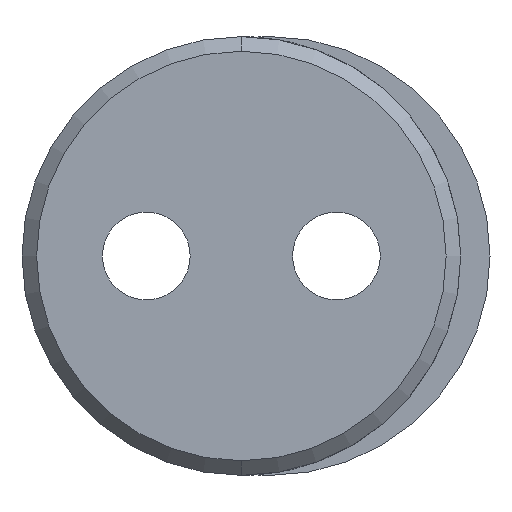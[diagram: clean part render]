
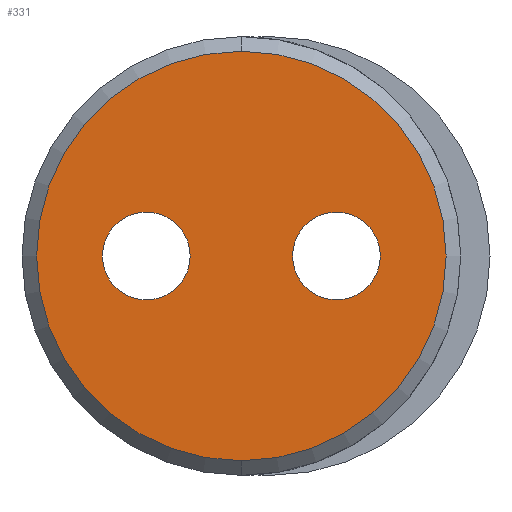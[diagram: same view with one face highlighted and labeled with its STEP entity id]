
A CAD part, front view. The second image highlights one B-rep face of the part: STEP entity #331.
In plain terms, the highlighted planar face has unit normal (0, -1, 0).
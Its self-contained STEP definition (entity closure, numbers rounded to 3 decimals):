
#1 = ORIENTED_EDGE ( 'NONE', *, *, #100, .F. ) ;
#7 = CARTESIAN_POINT ( 'NONE',  ( 3.25, 0., -1.5 ) ) ;
#8 = VERTEX_POINT ( 'NONE', #57 ) ;
#9 = CARTESIAN_POINT ( 'NONE',  ( 0., 0., 0. ) ) ;
#39 = VERTEX_POINT ( 'NONE', #287 ) ;
#43 = CARTESIAN_POINT ( 'NONE',  ( -3.25, 0., 1.5 ) ) ;
#47 = DIRECTION ( 'NONE',  ( 0., -1., 0. ) ) ;
#48 = EDGE_CURVE ( 'NONE', #8, #39, #341, .T. ) ;
#51 = AXIS2_PLACEMENT_3D ( 'NONE', #416, #374, #113 ) ;
#57 = CARTESIAN_POINT ( 'NONE',  ( 0., 0., 7. ) ) ;
#66 = FACE_BOUND ( 'NONE', #248, .T. ) ;
#80 = AXIS2_PLACEMENT_3D ( 'NONE', #210, #137, #277 ) ;
#88 = ORIENTED_EDGE ( 'NONE', *, *, #132, .F. ) ;
#100 = EDGE_CURVE ( 'NONE', #143, #270, #487, .T. ) ;
#109 = VERTEX_POINT ( 'NONE', #43 ) ;
#110 = CIRCLE ( 'NONE', #201, 1.5 ) ;
#113 = DIRECTION ( 'NONE',  ( 0., 0., -1. ) ) ;
#131 = AXIS2_PLACEMENT_3D ( 'NONE', #9, #47, #157 ) ;
#132 = EDGE_CURVE ( 'NONE', #270, #143, #110, .T. ) ;
#134 = AXIS2_PLACEMENT_3D ( 'NONE', #327, #276, #170 ) ;
#137 = DIRECTION ( 'NONE',  ( 0., -1., 0. ) ) ;
#143 = VERTEX_POINT ( 'NONE', #7 ) ;
#157 = DIRECTION ( 'NONE',  ( 0., 0., 1. ) ) ;
#163 = CARTESIAN_POINT ( 'NONE',  ( -3.25, 0., -1.5 ) ) ;
#170 = DIRECTION ( 'NONE',  ( 0., 0., 1. ) ) ;
#171 = DIRECTION ( 'NONE',  ( 0., 1., 0. ) ) ;
#179 = ORIENTED_EDGE ( 'NONE', *, *, #257, .T. ) ;
#198 = CARTESIAN_POINT ( 'NONE',  ( 3.25, 0., 1.5 ) ) ;
#201 = AXIS2_PLACEMENT_3D ( 'NONE', #495, #460, #289 ) ;
#203 = DIRECTION ( 'NONE',  ( 0., 0., -1. ) ) ;
#210 = CARTESIAN_POINT ( 'NONE',  ( -3.25, 0., 0. ) ) ;
#214 = DIRECTION ( 'NONE',  ( 0., 0., 1. ) ) ;
#219 = EDGE_CURVE ( 'NONE', #109, #253, #426, .T. ) ;
#248 = EDGE_LOOP ( 'NONE', ( #286, #306 ) ) ;
#249 = AXIS2_PLACEMENT_3D ( 'NONE', #360, #171, #214 ) ;
#253 = VERTEX_POINT ( 'NONE', #163 ) ;
#257 = EDGE_CURVE ( 'NONE', #39, #8, #313, .T. ) ;
#262 = EDGE_LOOP ( 'NONE', ( #1, #88 ) ) ;
#269 = DIRECTION ( 'NONE',  ( 0., -1., 0. ) ) ;
#270 = VERTEX_POINT ( 'NONE', #198 ) ;
#276 = DIRECTION ( 'NONE',  ( 0., -1., 0. ) ) ;
#277 = DIRECTION ( 'NONE',  ( 0., 0., -1. ) ) ;
#286 = ORIENTED_EDGE ( 'NONE', *, *, #371, .F. ) ;
#287 = CARTESIAN_POINT ( 'NONE',  ( 0., 0., -7. ) ) ;
#289 = DIRECTION ( 'NONE',  ( 0., 0., -1. ) ) ;
#306 = ORIENTED_EDGE ( 'NONE', *, *, #219, .F. ) ;
#313 = CIRCLE ( 'NONE', #131, 7. ) ;
#319 = FACE_BOUND ( 'NONE', #262, .T. ) ;
#327 = CARTESIAN_POINT ( 'NONE',  ( 0., 0., 0. ) ) ;
#331 = ADVANCED_FACE ( 'NONE', ( #357, #66, #319 ), #446, .F. ) ;
#341 = CIRCLE ( 'NONE', #134, 7. ) ;
#357 = FACE_OUTER_BOUND ( 'NONE', #489, .T. ) ;
#360 = CARTESIAN_POINT ( 'NONE',  ( 0., 0., 0. ) ) ;
#371 = EDGE_CURVE ( 'NONE', #253, #109, #458, .T. ) ;
#374 = DIRECTION ( 'NONE',  ( 0., -1., 0. ) ) ;
#416 = CARTESIAN_POINT ( 'NONE',  ( 3.25, 0., 0. ) ) ;
#422 = CARTESIAN_POINT ( 'NONE',  ( -3.25, 0., 0. ) ) ;
#426 = CIRCLE ( 'NONE', #474, 1.5 ) ;
#446 = PLANE ( 'NONE',  #249 ) ;
#448 = ORIENTED_EDGE ( 'NONE', *, *, #48, .T. ) ;
#458 = CIRCLE ( 'NONE', #80, 1.5 ) ;
#460 = DIRECTION ( 'NONE',  ( 0., -1., 0. ) ) ;
#474 = AXIS2_PLACEMENT_3D ( 'NONE', #422, #269, #203 ) ;
#487 = CIRCLE ( 'NONE', #51, 1.5 ) ;
#489 = EDGE_LOOP ( 'NONE', ( #448, #179 ) ) ;
#495 = CARTESIAN_POINT ( 'NONE',  ( 3.25, 0., 0. ) ) ;
